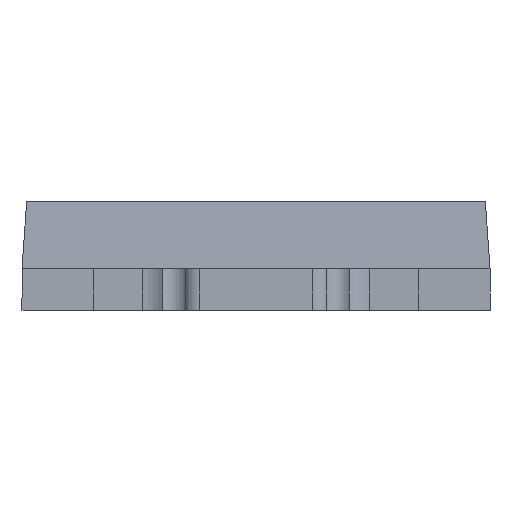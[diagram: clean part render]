
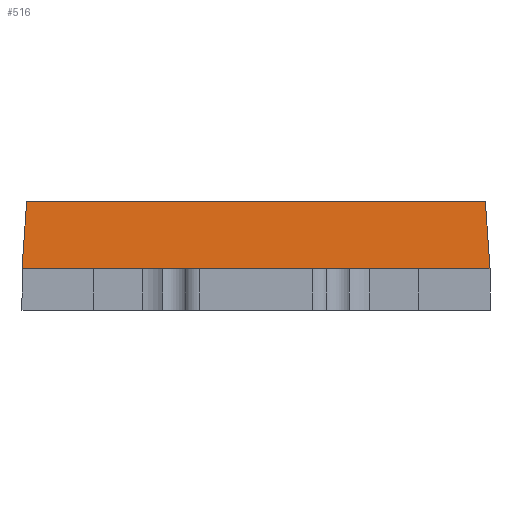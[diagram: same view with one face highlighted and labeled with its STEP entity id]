
A CAD part, front view. The second image highlights one B-rep face of the part: STEP entity #516.
In plain terms, the highlighted planar face has unit normal (0, -0.998, 0.07).
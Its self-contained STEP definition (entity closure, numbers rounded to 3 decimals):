
#5 = CARTESIAN_POINT ( 'NONE',  ( -1.372, -1.572, 0.65 ) ) ;
#29 = VECTOR ( 'NONE', #968, 1000. ) ;
#31 = VERTEX_POINT ( 'NONE', #934 ) ;
#58 = VERTEX_POINT ( 'NONE', #1423 ) ;
#98 = DIRECTION ( 'NONE',  ( 0., -0.07, -0.998 ) ) ;
#124 = LINE ( 'NONE', #452, #852 ) ;
#129 = ORIENTED_EDGE ( 'NONE', *, *, #328, .F. ) ;
#131 = VECTOR ( 'NONE', #1277, 1000. ) ;
#211 = ORIENTED_EDGE ( 'NONE', *, *, #671, .T. ) ;
#219 = CARTESIAN_POINT ( 'NONE',  ( -1.4, -1.6, 0.25 ) ) ;
#258 = LINE ( 'NONE', #667, #1056 ) ;
#328 = EDGE_CURVE ( 'NONE', #778, #611, #258, .T. ) ;
#331 = DIRECTION ( 'NONE',  ( 1., 0., 0. ) ) ;
#449 = CARTESIAN_POINT ( 'NONE',  ( -1.4, -1.6, 0.25 ) ) ;
#452 = CARTESIAN_POINT ( 'NONE',  ( -1.4, -1.6, 0.25 ) ) ;
#485 = CARTESIAN_POINT ( 'NONE',  ( -1.372, -1.572, 0.65 ) ) ;
#516 = ADVANCED_FACE ( 'NONE', ( #631 ), #1691, .T. ) ;
#522 = VERTEX_POINT ( 'NONE', #1051 ) ;
#611 = VERTEX_POINT ( 'NONE', #1114 ) ;
#614 = CARTESIAN_POINT ( 'NONE',  ( 1.372, -1.572, 0.65 ) ) ;
#616 = VECTOR ( 'NONE', #1726, 1000. ) ;
#618 = CARTESIAN_POINT ( 'NONE',  ( 0.975, -1.6, 0.25 ) ) ;
#631 = FACE_OUTER_BOUND ( 'NONE', #1327, .T. ) ;
#667 = CARTESIAN_POINT ( 'NONE',  ( 0., -1.572, 0.65 ) ) ;
#671 = EDGE_CURVE ( 'NONE', #522, #58, #124, .T. ) ;
#685 = ORIENTED_EDGE ( 'NONE', *, *, #1601, .F. ) ;
#746 = EDGE_CURVE ( 'NONE', #778, #522, #1454, .T. ) ;
#778 = VERTEX_POINT ( 'NONE', #5 ) ;
#785 = CARTESIAN_POINT ( 'NONE',  ( -1.4, -1.6, 0.25 ) ) ;
#799 = DIRECTION ( 'NONE',  ( 0., -0.998, 0.07 ) ) ;
#827 = ORIENTED_EDGE ( 'NONE', *, *, #1453, .T. ) ;
#852 = VECTOR ( 'NONE', #1110, 1000. ) ;
#864 = VERTEX_POINT ( 'NONE', #618 ) ;
#934 = CARTESIAN_POINT ( 'NONE',  ( 1.4, -1.6, 0.25 ) ) ;
#951 = ORIENTED_EDGE ( 'NONE', *, *, #746, .T. ) ;
#952 = VECTOR ( 'NONE', #331, 1000. ) ;
#968 = DIRECTION ( 'NONE',  ( -0.07, -0.07, -0.995 ) ) ;
#1040 = ORIENTED_EDGE ( 'NONE', *, *, #1273, .T. ) ;
#1051 = CARTESIAN_POINT ( 'NONE',  ( -1.4, -1.6, 0.25 ) ) ;
#1056 = VECTOR ( 'NONE', #1667, 1000. ) ;
#1110 = DIRECTION ( 'NONE',  ( 1., 0., 0. ) ) ;
#1114 = CARTESIAN_POINT ( 'NONE',  ( 1.372, -1.572, 0.65 ) ) ;
#1273 = EDGE_CURVE ( 'NONE', #58, #864, #1645, .T. ) ;
#1277 = DIRECTION ( 'NONE',  ( 0.07, -0.07, -0.995 ) ) ;
#1293 = LINE ( 'NONE', #785, #952 ) ;
#1327 = EDGE_LOOP ( 'NONE', ( #827, #685, #129, #951, #211, #1040 ) ) ;
#1423 = CARTESIAN_POINT ( 'NONE',  ( -0.975, -1.6, 0.25 ) ) ;
#1432 = AXIS2_PLACEMENT_3D ( 'NONE', #219, #799, #98 ) ;
#1453 = EDGE_CURVE ( 'NONE', #864, #31, #1293, .T. ) ;
#1454 = LINE ( 'NONE', #485, #29 ) ;
#1553 = LINE ( 'NONE', #614, #131 ) ;
#1601 = EDGE_CURVE ( 'NONE', #611, #31, #1553, .T. ) ;
#1645 = LINE ( 'NONE', #449, #616 ) ;
#1667 = DIRECTION ( 'NONE',  ( 1., 0., 0. ) ) ;
#1691 = PLANE ( 'NONE',  #1432 ) ;
#1726 = DIRECTION ( 'NONE',  ( 1., 0., 0. ) ) ;
